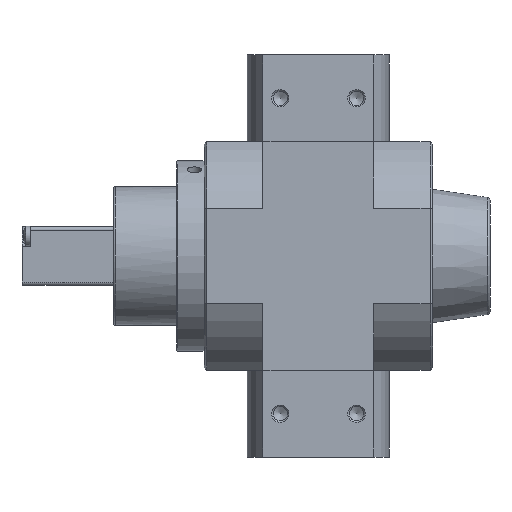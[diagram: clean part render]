
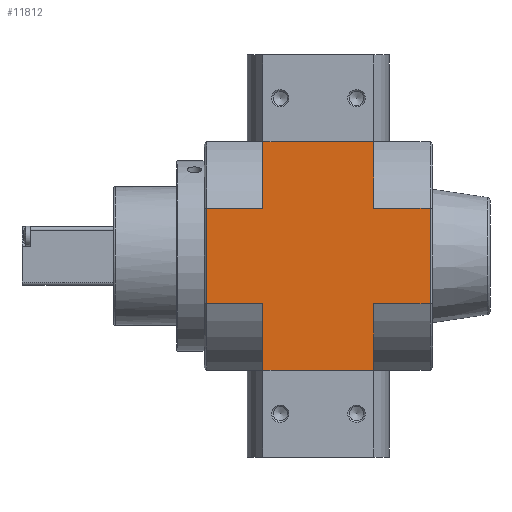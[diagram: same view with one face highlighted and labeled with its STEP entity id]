
A CAD part, left-side view. The second image highlights one B-rep face of the part: STEP entity #11812.
In plain terms, the highlighted face is planar.
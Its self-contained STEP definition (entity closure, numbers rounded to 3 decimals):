
#284=LINE('',#17004,#994);
#289=LINE('',#17020,#999);
#297=LINE('',#17035,#1007);
#298=LINE('',#17038,#1008);
#299=LINE('',#17040,#1009);
#300=LINE('',#17041,#1010);
#301=LINE('',#17043,#1011);
#302=LINE('',#17045,#1012);
#303=LINE('',#17047,#1013);
#304=LINE('',#17049,#1014);
#305=LINE('',#17050,#1015);
#306=LINE('',#17052,#1016);
#994=VECTOR('',#13994,1000.);
#999=VECTOR('',#14007,1000.);
#1007=VECTOR('',#14017,1000.);
#1008=VECTOR('',#14018,1000.);
#1009=VECTOR('',#14019,1000.);
#1010=VECTOR('',#14020,1000.);
#1011=VECTOR('',#14021,1000.);
#1012=VECTOR('',#14022,1000.);
#1013=VECTOR('',#14023,1000.);
#1014=VECTOR('',#14024,1000.);
#1015=VECTOR('',#14025,1000.);
#1016=VECTOR('',#14026,1000.);
#1623=PLANE('',#12589);
#2361=ORIENTED_EDGE('',*,*,#4791,.T.);
#2362=ORIENTED_EDGE('',*,*,#4792,.F.);
#2363=ORIENTED_EDGE('',*,*,#4793,.T.);
#2364=ORIENTED_EDGE('',*,*,#4775,.T.);
#2365=ORIENTED_EDGE('',*,*,#4794,.F.);
#2366=ORIENTED_EDGE('',*,*,#4795,.F.);
#2367=ORIENTED_EDGE('',*,*,#4796,.F.);
#2368=ORIENTED_EDGE('',*,*,#4797,.F.);
#2369=ORIENTED_EDGE('',*,*,#4798,.F.);
#2370=ORIENTED_EDGE('',*,*,#4783,.T.);
#2371=ORIENTED_EDGE('',*,*,#4799,.T.);
#2372=ORIENTED_EDGE('',*,*,#4800,.F.);
#4775=EDGE_CURVE('',#5971,#5970,#284,.T.);
#4783=EDGE_CURVE('',#5978,#5977,#289,.T.);
#4791=EDGE_CURVE('',#5984,#5985,#297,.T.);
#4792=EDGE_CURVE('',#5986,#5985,#298,.F.);
#4793=EDGE_CURVE('',#5986,#5971,#299,.T.);
#4794=EDGE_CURVE('',#5987,#5970,#300,.T.);
#4795=EDGE_CURVE('',#5988,#5987,#301,.F.);
#4796=EDGE_CURVE('',#5989,#5988,#302,.T.);
#4797=EDGE_CURVE('',#5990,#5989,#303,.T.);
#4798=EDGE_CURVE('',#5978,#5990,#304,.T.);
#4799=EDGE_CURVE('',#5977,#5991,#305,.T.);
#4800=EDGE_CURVE('',#5984,#5991,#306,.T.);
#5970=VERTEX_POINT('',#17003);
#5971=VERTEX_POINT('',#17005);
#5977=VERTEX_POINT('',#17019);
#5978=VERTEX_POINT('',#17021);
#5984=VERTEX_POINT('',#17036);
#5985=VERTEX_POINT('',#17037);
#5986=VERTEX_POINT('',#17039);
#5987=VERTEX_POINT('',#17042);
#5988=VERTEX_POINT('',#17044);
#5989=VERTEX_POINT('',#17046);
#5990=VERTEX_POINT('',#17048);
#5991=VERTEX_POINT('',#17051);
#7115=EDGE_LOOP('',(#2361,#2362,#2363,#2364,#2365,#2366,#2367,#2368,#2369,
#2370,#2371,#2372));
#7879=FACE_BOUND('',#7115,.T.);
#11812=ADVANCED_FACE('',(#7879),#1623,.T.);
#12589=AXIS2_PLACEMENT_3D('',#17034,#14015,#14016);
#13994=DIRECTION('',(0.,-1.,0.));
#14007=DIRECTION('',(0.,1.,0.));
#14015=DIRECTION('',(0.,0.,1.));
#14016=DIRECTION('',(1.,0.,0.));
#14017=DIRECTION('',(-1.,0.,0.));
#14018=DIRECTION('',(0.,-1.,0.));
#14019=DIRECTION('',(-1.,0.,0.));
#14020=DIRECTION('',(-1.,0.,0.));
#14021=DIRECTION('',(0.,-1.,0.));
#14022=DIRECTION('',(-1.,0.,0.));
#14023=DIRECTION('',(0.,-1.,0.));
#14024=DIRECTION('',(-1.,0.,0.));
#14025=DIRECTION('',(-1.,0.,0.));
#14026=DIRECTION('',(0.,-1.,0.));
#17003=CARTESIAN_POINT('',(-33.,-16.,33.));
#17004=CARTESIAN_POINT('',(-33.,32.2,33.));
#17005=CARTESIAN_POINT('',(-33.,16.,33.));
#17019=CARTESIAN_POINT('',(33.,16.,33.));
#17020=CARTESIAN_POINT('',(33.,-32.2,33.));
#17021=CARTESIAN_POINT('',(33.,-16.,33.));
#17034=CARTESIAN_POINT('',(0.,0.,33.));
#17035=CARTESIAN_POINT('',(33.,32.2,33.));
#17036=CARTESIAN_POINT('',(13.75,32.2,33.));
#17037=CARTESIAN_POINT('',(-13.75,32.2,33.));
#17038=CARTESIAN_POINT('',(-13.75,50.,33.));
#17039=CARTESIAN_POINT('',(-13.75,16.,33.));
#17040=CARTESIAN_POINT('',(0.,16.,33.));
#17041=CARTESIAN_POINT('',(0.,-16.,33.));
#17042=CARTESIAN_POINT('',(-13.75,-16.,33.));
#17043=CARTESIAN_POINT('',(-13.75,-16.,33.));
#17044=CARTESIAN_POINT('',(-13.75,-32.2,33.));
#17045=CARTESIAN_POINT('',(33.,-32.2,33.));
#17046=CARTESIAN_POINT('',(13.75,-32.2,33.));
#17047=CARTESIAN_POINT('',(13.75,-16.,33.));
#17048=CARTESIAN_POINT('',(13.75,-16.,33.));
#17049=CARTESIAN_POINT('',(0.,-16.,33.));
#17050=CARTESIAN_POINT('',(0.,16.,33.));
#17051=CARTESIAN_POINT('',(13.75,16.,33.));
#17052=CARTESIAN_POINT('',(13.75,50.,33.));
